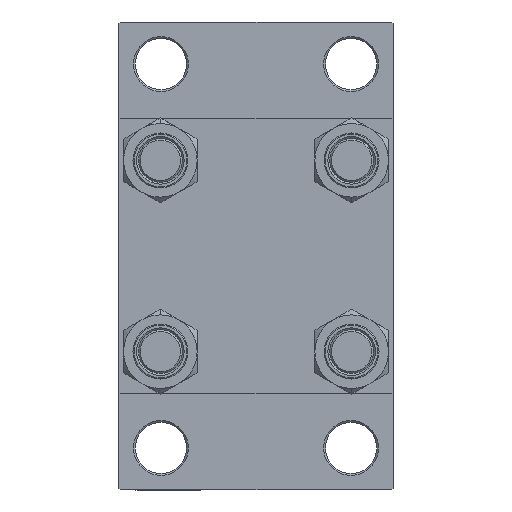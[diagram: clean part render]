
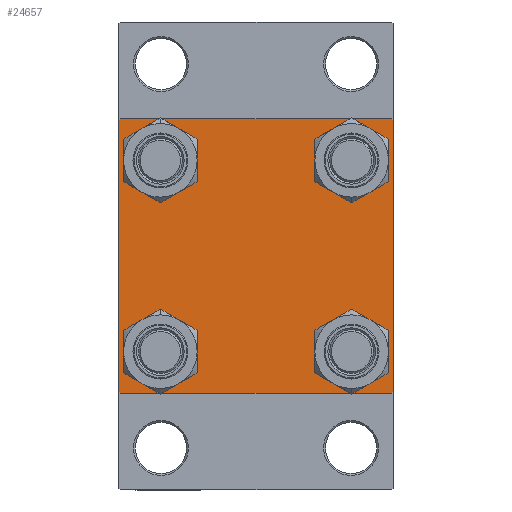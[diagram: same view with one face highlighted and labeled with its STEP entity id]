
A CAD part, left-side view. The second image highlights one B-rep face of the part: STEP entity #24657.
In plain terms, the highlighted planar face has unit normal (-1, 0, 0).
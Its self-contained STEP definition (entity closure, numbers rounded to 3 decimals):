
#139 = FACE_OUTER_BOUND ( 'NONE', #3831, .T. ) ;
#836 = LINE ( 'NONE', #30343, #26898 ) ;
#949 = LINE ( 'NONE', #12451, #29979 ) ;
#1323 = CARTESIAN_POINT ( 'NONE',  ( 0., -26.15, 19.65 ) ) ;
#1723 = CARTESIAN_POINT ( 'NONE',  ( 0., -37.5, 37.5 ) ) ;
#1816 = CARTESIAN_POINT ( 'NONE',  ( 0., 37.5, -37.5 ) ) ;
#2300 = DIRECTION ( 'NONE',  ( 0., 0., 1. ) ) ;
#2438 = AXIS2_PLACEMENT_3D ( 'NONE', #43701, #21666, #36290 ) ;
#2611 = DIRECTION ( 'NONE',  ( 0., 0., 1. ) ) ;
#3137 = EDGE_CURVE ( 'NONE', #22969, #11984, #34930, .T. ) ;
#3492 = CARTESIAN_POINT ( 'NONE',  ( 0., 0., 0. ) ) ;
#3831 = EDGE_LOOP ( 'NONE', ( #22912, #24407, #20810, #29300, #25934, #40243, #13030, #40888 ) ) ;
#4045 = AXIS2_PLACEMENT_3D ( 'NONE', #23191, #22725, #37347 ) ;
#4361 = EDGE_CURVE ( 'NONE', #13252, #46849, #22323, .T. ) ;
#4659 = DIRECTION ( 'NONE',  ( 0., -0.707, -0.707 ) ) ;
#4805 = CARTESIAN_POINT ( 'NONE',  ( 0., -26.15, -32.65 ) ) ;
#4955 = EDGE_CURVE ( 'NONE', #8257, #23720, #23888, .T. ) ;
#5279 = EDGE_LOOP ( 'NONE', ( #41668, #31004 ) ) ;
#5869 = DIRECTION ( 'NONE',  ( 0., -1., 0. ) ) ;
#6087 = DIRECTION ( 'NONE',  ( 0., 0.707, -0.707 ) ) ;
#6212 = VECTOR ( 'NONE', #6087, 1000. ) ;
#6334 = EDGE_CURVE ( 'NONE', #11984, #9064, #949, .T. ) ;
#6346 = VERTEX_POINT ( 'NONE', #8160 ) ;
#6920 = LINE ( 'NONE', #36430, #22183 ) ;
#7174 = ORIENTED_EDGE ( 'NONE', *, *, #24531, .T. ) ;
#8160 = CARTESIAN_POINT ( 'NONE',  ( 0., -37.5, 37. ) ) ;
#8170 = VERTEX_POINT ( 'NONE', #11367 ) ;
#8257 = VERTEX_POINT ( 'NONE', #33900 ) ;
#8370 = VECTOR ( 'NONE', #15884, 1000. ) ;
#8569 = VERTEX_POINT ( 'NONE', #35253 ) ;
#8751 = DIRECTION ( 'NONE',  ( 0., 0., 1. ) ) ;
#9064 = VERTEX_POINT ( 'NONE', #32554 ) ;
#9707 = CARTESIAN_POINT ( 'NONE',  ( 0., 37.5, 37.5 ) ) ;
#10287 = DIRECTION ( 'NONE',  ( 1., 0., 0. ) ) ;
#10713 = EDGE_CURVE ( 'NONE', #23720, #8257, #37001, .T. ) ;
#10930 = FACE_BOUND ( 'NONE', #32821, .T. ) ;
#11367 = CARTESIAN_POINT ( 'NONE',  ( 0., 37., 37.5 ) ) ;
#11984 = VERTEX_POINT ( 'NONE', #21044 ) ;
#12286 = CIRCLE ( 'NONE', #45210, 6.5 ) ;
#12451 = CARTESIAN_POINT ( 'NONE',  ( 0., -37.25, -37.25 ) ) ;
#12715 = VERTEX_POINT ( 'NONE', #4805 ) ;
#12875 = CARTESIAN_POINT ( 'NONE',  ( 0., 26.15, -26.15 ) ) ;
#13030 = ORIENTED_EDGE ( 'NONE', *, *, #40456, .F. ) ;
#13252 = VERTEX_POINT ( 'NONE', #1323 ) ;
#13551 = CARTESIAN_POINT ( 'NONE',  ( 0., 37.5, -37. ) ) ;
#14052 = DIRECTION ( 'NONE',  ( -1., 0., 0. ) ) ;
#14190 = VERTEX_POINT ( 'NONE', #13551 ) ;
#15884 = DIRECTION ( 'NONE',  ( 0., 0., -1. ) ) ;
#15947 = VERTEX_POINT ( 'NONE', #21418 ) ;
#16922 = DIRECTION ( 'NONE',  ( 0., -1., 0. ) ) ;
#17177 = DIRECTION ( 'NONE',  ( 1., 0., 0. ) ) ;
#19041 = EDGE_CURVE ( 'NONE', #14190, #22969, #34398, .T. ) ;
#19393 = ORIENTED_EDGE ( 'NONE', *, *, #44237, .T. ) ;
#19521 = VECTOR ( 'NONE', #5869, 1000. ) ;
#19615 = EDGE_CURVE ( 'NONE', #6346, #29760, #6920, .T. ) ;
#20088 = EDGE_CURVE ( 'NONE', #6346, #9064, #23097, .T. ) ;
#20810 = ORIENTED_EDGE ( 'NONE', *, *, #3137, .T. ) ;
#21044 = CARTESIAN_POINT ( 'NONE',  ( 0., -37., -37.5 ) ) ;
#21418 = CARTESIAN_POINT ( 'NONE',  ( 0., 26.15, -19.65 ) ) ;
#21666 = DIRECTION ( 'NONE',  ( 1., 0., 0. ) ) ;
#21707 = AXIS2_PLACEMENT_3D ( 'NONE', #35951, #10287, #2611 ) ;
#22183 = VECTOR ( 'NONE', #36665, 1000. ) ;
#22213 = DIRECTION ( 'NONE',  ( 0., 0., 1. ) ) ;
#22323 = CIRCLE ( 'NONE', #33034, 6.5 ) ;
#22380 = ORIENTED_EDGE ( 'NONE', *, *, #4361, .T. ) ;
#22725 = DIRECTION ( 'NONE',  ( 1., 0., 0. ) ) ;
#22912 = ORIENTED_EDGE ( 'NONE', *, *, #24832, .T. ) ;
#22969 = VERTEX_POINT ( 'NONE', #23634 ) ;
#23097 = LINE ( 'NONE', #1723, #8370 ) ;
#23143 = CARTESIAN_POINT ( 'NONE',  ( 0., 37.25, -37.25 ) ) ;
#23191 = CARTESIAN_POINT ( 'NONE',  ( 0., -26.15, -26.15 ) ) ;
#23627 = LINE ( 'NONE', #28173, #6212 ) ;
#23634 = CARTESIAN_POINT ( 'NONE',  ( 0., 37., -37.5 ) ) ;
#23720 = VERTEX_POINT ( 'NONE', #47357 ) ;
#23888 = CIRCLE ( 'NONE', #2438, 6.5 ) ;
#24407 = ORIENTED_EDGE ( 'NONE', *, *, #19041, .T. ) ;
#24432 = VECTOR ( 'NONE', #4659, 1000. ) ;
#24531 = EDGE_CURVE ( 'NONE', #15947, #42810, #24595, .T. ) ;
#24595 = CIRCLE ( 'NONE', #37633, 6.5 ) ;
#24657 = ADVANCED_FACE ( 'NONE', ( #36835, #10930, #43302, #46886, #139 ), #29653, .T. ) ;
#24690 = CARTESIAN_POINT ( 'NONE',  ( 0., -26.15, -26.15 ) ) ;
#24832 = EDGE_CURVE ( 'NONE', #34087, #14190, #836, .T. ) ;
#24901 = EDGE_CURVE ( 'NONE', #8170, #34087, #23627, .T. ) ;
#25406 = AXIS2_PLACEMENT_3D ( 'NONE', #3492, #14052, #22213 ) ;
#25934 = ORIENTED_EDGE ( 'NONE', *, *, #20088, .F. ) ;
#26484 = DIRECTION ( 'NONE',  ( 1., 0., 0. ) ) ;
#26898 = VECTOR ( 'NONE', #40895, 1000. ) ;
#27223 = CARTESIAN_POINT ( 'NONE',  ( 0., 26.15, -26.15 ) ) ;
#27312 = EDGE_CURVE ( 'NONE', #46849, #13252, #12286, .T. ) ;
#28173 = CARTESIAN_POINT ( 'NONE',  ( 0., 37.25, 37.25 ) ) ;
#29300 = ORIENTED_EDGE ( 'NONE', *, *, #6334, .T. ) ;
#29653 = PLANE ( 'NONE',  #25406 ) ;
#29760 = VERTEX_POINT ( 'NONE', #30109 ) ;
#29979 = VECTOR ( 'NONE', #41472, 1000. ) ;
#30109 = CARTESIAN_POINT ( 'NONE',  ( 0., -37., 37.5 ) ) ;
#30301 = CIRCLE ( 'NONE', #44830, 6.5 ) ;
#30343 = CARTESIAN_POINT ( 'NONE',  ( 0., 37.5, 37.5 ) ) ;
#31004 = ORIENTED_EDGE ( 'NONE', *, *, #10713, .T. ) ;
#31830 = EDGE_CURVE ( 'NONE', #12715, #8569, #39271, .T. ) ;
#32554 = CARTESIAN_POINT ( 'NONE',  ( 0., -37.5, -37. ) ) ;
#32821 = EDGE_LOOP ( 'NONE', ( #42876, #34965 ) ) ;
#32997 = VECTOR ( 'NONE', #16922, 1000. ) ;
#33034 = AXIS2_PLACEMENT_3D ( 'NONE', #41397, #41631, #45691 ) ;
#33900 = CARTESIAN_POINT ( 'NONE',  ( 0., 26.15, 32.65 ) ) ;
#34087 = VERTEX_POINT ( 'NONE', #47079 ) ;
#34121 = ORIENTED_EDGE ( 'NONE', *, *, #27312, .T. ) ;
#34398 = LINE ( 'NONE', #23143, #24432 ) ;
#34930 = LINE ( 'NONE', #1816, #32997 ) ;
#34965 = ORIENTED_EDGE ( 'NONE', *, *, #31830, .T. ) ;
#35253 = CARTESIAN_POINT ( 'NONE',  ( 0., -26.15, -19.65 ) ) ;
#35694 = CARTESIAN_POINT ( 'NONE',  ( 0., 26.15, -32.65 ) ) ;
#35923 = EDGE_LOOP ( 'NONE', ( #7174, #19393 ) ) ;
#35951 = CARTESIAN_POINT ( 'NONE',  ( 0., 26.15, 26.15 ) ) ;
#36290 = DIRECTION ( 'NONE',  ( 0., 0., 1. ) ) ;
#36430 = CARTESIAN_POINT ( 'NONE',  ( 0., -37.25, 37.25 ) ) ;
#36665 = DIRECTION ( 'NONE',  ( 0., 0.707, 0.707 ) ) ;
#36835 = FACE_BOUND ( 'NONE', #42932, .T. ) ;
#37001 = CIRCLE ( 'NONE', #21707, 6.5 ) ;
#37261 = CIRCLE ( 'NONE', #45650, 6.5 ) ;
#37347 = DIRECTION ( 'NONE',  ( 0., 0., 1. ) ) ;
#37633 = AXIS2_PLACEMENT_3D ( 'NONE', #12875, #17177, #2300 ) ;
#38300 = CARTESIAN_POINT ( 'NONE',  ( 0., -26.15, 32.65 ) ) ;
#39271 = CIRCLE ( 'NONE', #4045, 6.5 ) ;
#40243 = ORIENTED_EDGE ( 'NONE', *, *, #19615, .T. ) ;
#40456 = EDGE_CURVE ( 'NONE', #8170, #29760, #45895, .T. ) ;
#40888 = ORIENTED_EDGE ( 'NONE', *, *, #24901, .T. ) ;
#40895 = DIRECTION ( 'NONE',  ( 0., 0., -1. ) ) ;
#41397 = CARTESIAN_POINT ( 'NONE',  ( 0., -26.15, 26.15 ) ) ;
#41472 = DIRECTION ( 'NONE',  ( 0., -0.707, 0.707 ) ) ;
#41631 = DIRECTION ( 'NONE',  ( 1., 0., 0. ) ) ;
#41668 = ORIENTED_EDGE ( 'NONE', *, *, #4955, .T. ) ;
#42199 = DIRECTION ( 'NONE',  ( 0., 0., 1. ) ) ;
#42428 = DIRECTION ( 'NONE',  ( 1., 0., 0. ) ) ;
#42440 = CARTESIAN_POINT ( 'NONE',  ( 0., -26.15, 26.15 ) ) ;
#42665 = DIRECTION ( 'NONE',  ( 0., 0., 1. ) ) ;
#42810 = VERTEX_POINT ( 'NONE', #35694 ) ;
#42876 = ORIENTED_EDGE ( 'NONE', *, *, #46542, .T. ) ;
#42932 = EDGE_LOOP ( 'NONE', ( #34121, #22380 ) ) ;
#43302 = FACE_BOUND ( 'NONE', #35923, .T. ) ;
#43701 = CARTESIAN_POINT ( 'NONE',  ( 0., 26.15, 26.15 ) ) ;
#44237 = EDGE_CURVE ( 'NONE', #42810, #15947, #37261, .T. ) ;
#44830 = AXIS2_PLACEMENT_3D ( 'NONE', #24690, #42428, #42665 ) ;
#45210 = AXIS2_PLACEMENT_3D ( 'NONE', #42440, #26484, #42199 ) ;
#45415 = DIRECTION ( 'NONE',  ( 1., 0., 0. ) ) ;
#45650 = AXIS2_PLACEMENT_3D ( 'NONE', #27223, #45415, #8751 ) ;
#45691 = DIRECTION ( 'NONE',  ( 0., 0., 1. ) ) ;
#45895 = LINE ( 'NONE', #9707, #19521 ) ;
#46542 = EDGE_CURVE ( 'NONE', #8569, #12715, #30301, .T. ) ;
#46849 = VERTEX_POINT ( 'NONE', #38300 ) ;
#46886 = FACE_BOUND ( 'NONE', #5279, .T. ) ;
#47079 = CARTESIAN_POINT ( 'NONE',  ( 0., 37.5, 37. ) ) ;
#47357 = CARTESIAN_POINT ( 'NONE',  ( 0., 26.15, 19.65 ) ) ;
